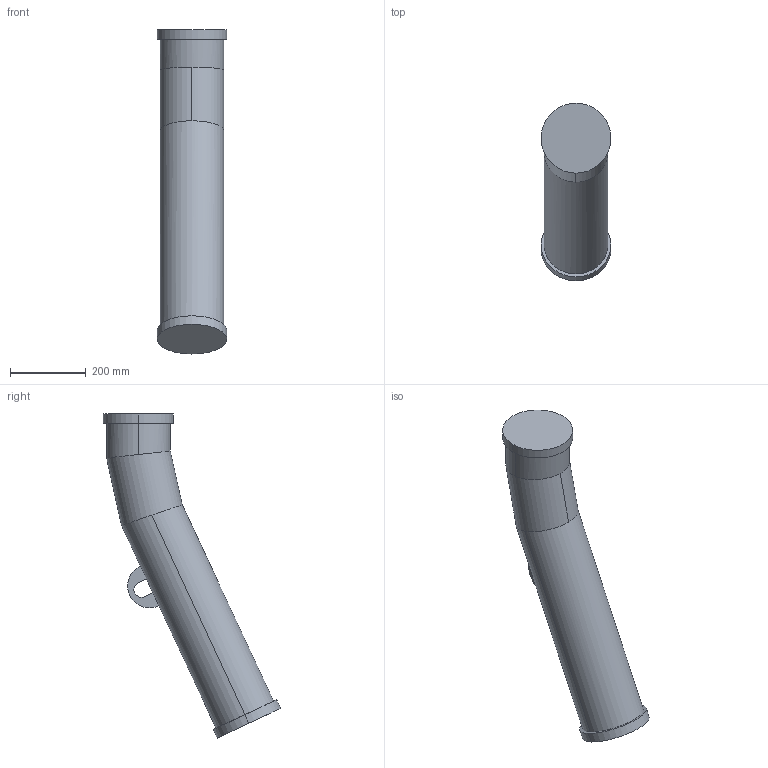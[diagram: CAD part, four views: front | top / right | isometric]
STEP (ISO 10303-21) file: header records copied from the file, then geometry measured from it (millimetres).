
FILE_DESCRIPTION (( 'STEP AP214' ), '1' );
FILE_NAME ('DN65-25-ANGLE.STEP', '2021-03-31T07:08:31', ( '' ), ( '' ), 'SwSTEP 2.0', 'SolidWorks 2017', '' );
FILE_SCHEMA (( 'AUTOMOTIVE_DESIGN' ));
Length unit declared in the file: millimetre
Products named in the file (1): DN65-25-ANGLE
Bounding box: 185 x 468.48 x 856.87 mm (x, y, z)
Volume: 16549150.2 mm3; surface area: 739112.7 mm2
Topology: 1 solids, 18 shells, 76 faces, 162 edges, 92 vertices
Faces by surface type: cone 32, plane 28, cylinder 14, torus 2
Entity records: 1958 total; most frequent: DIRECTION 338, CARTESIAN_POINT 323, ORIENTED_EDGE 260, AXIS2_PLACEMENT_3D 139, EDGE_CURVE 130, VERTEX_POINT 92, EDGE_LOOP 80, ADVANCED_FACE 76
